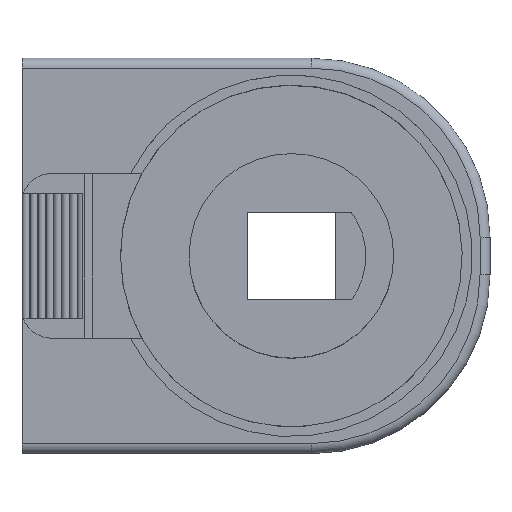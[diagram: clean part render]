
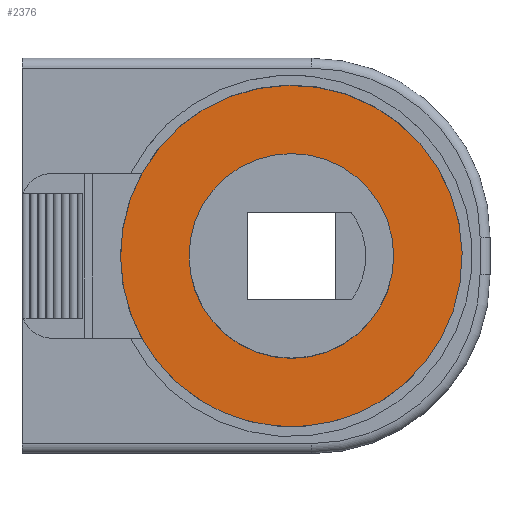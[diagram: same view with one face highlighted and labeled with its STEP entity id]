
A CAD part, top view. The second image highlights one B-rep face of the part: STEP entity #2376.
In plain terms, the highlighted planar face has unit normal (0, 0, 1).
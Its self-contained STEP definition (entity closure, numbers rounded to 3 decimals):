
#22=FACE_BOUND('',#365,.T.);
#105=PLANE('',#2601);
#232=FACE_OUTER_BOUND('',#364,.T.);
#364=EDGE_LOOP('',(#2127));
#365=EDGE_LOOP('',(#2128));
#959=CIRCLE('',#2602,17.2);
#960=CIRCLE('',#2603,10.3);
#1168=VERTEX_POINT('',#4131);
#1169=VERTEX_POINT('',#4133);
#1503=EDGE_CURVE('',#1168,#1168,#959,.T.);
#1504=EDGE_CURVE('',#1169,#1169,#960,.T.);
#2127=ORIENTED_EDGE('',*,*,#1503,.T.);
#2128=ORIENTED_EDGE('',*,*,#1504,.T.);
#2376=ADVANCED_FACE('',(#232,#22),#105,.F.);
#2601=AXIS2_PLACEMENT_3D('',#4130,#3250,#3251);
#2602=AXIS2_PLACEMENT_3D('',#4132,#3252,#3253);
#2603=AXIS2_PLACEMENT_3D('',#4134,#3254,#3255);
#3250=DIRECTION('center_axis',(0.,0.,
-1.));
#3251=DIRECTION('ref_axis',(1.,0.,0.));
#3252=DIRECTION('center_axis',(0.,0.,
1.));
#3253=DIRECTION('ref_axis',(-0.876,0.483,0.));
#3254=DIRECTION('center_axis',(0.,0.,
-1.));
#3255=DIRECTION('ref_axis',(-1.,0.,0.));
#4130=CARTESIAN_POINT('Origin',(56.907,-64.103,-6.4));
#4131=CARTESIAN_POINT('',(75.526,-72.407,-6.4));
#4132=CARTESIAN_POINT('Origin',(60.464,-64.103,-6.4));
#4133=CARTESIAN_POINT('',(70.764,-64.103,-6.4));
#4134=CARTESIAN_POINT('Origin',(60.464,-64.103,-6.4));
